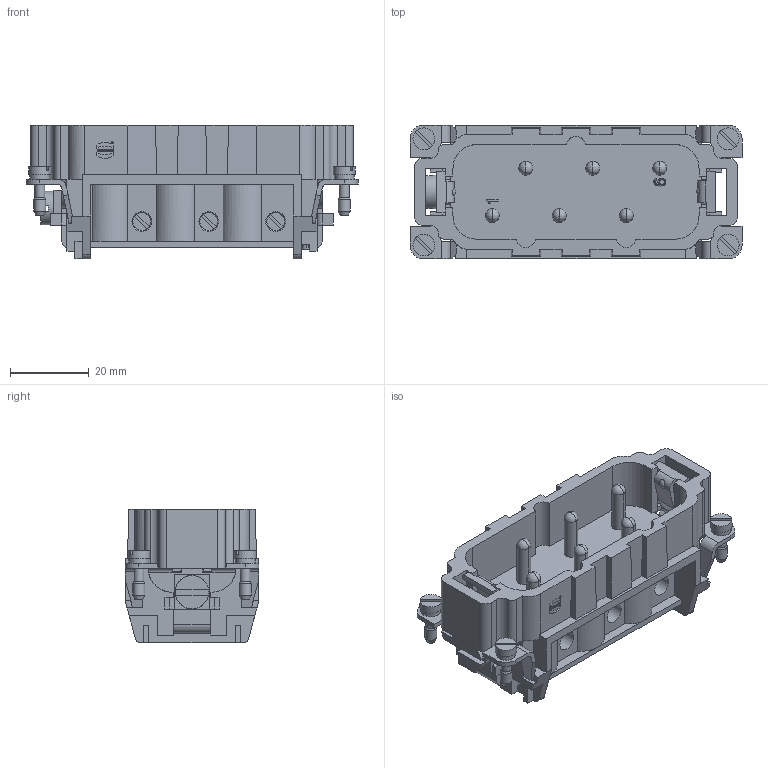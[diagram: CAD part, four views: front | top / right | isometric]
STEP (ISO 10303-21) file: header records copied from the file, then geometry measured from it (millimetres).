
FILE_DESCRIPTION(/* description */ (''),/* implementation_level */ '2;1');
FILE_NAME(/* name */ '100094797ugm000_c.stp',/* time_stamp */ '2019-09-11T11:04:33+02:00',/* author */ (''),/* organization */ (''),/* preprocessor_version */ 'ST-DEVELOPER v16.7',/* originating_system */ 'SIEMENS PLM Software NX 12.0',/* authorisation */ '');
FILE_SCHEMA (('AUTOMOTIVE_DESIGN { 1 0 10303 214 3 1 1 1 }'));
Length unit declared in the file: millimetre
Products named in the file (1): 100094797ugm000_c
Bounding box: 84.3 x 34 x 34 mm (x, y, z)
Volume: 35326.8 mm3; surface area: 21375.4 mm2
Topology: 1 solids, 1 shells, 789 faces, 2590 edges, 2153 vertices
Faces by surface type: plane 522, cylinder 157, extrusion 64, cone 26, sphere 16, bspline 4
Full cylindrical faces by diameter (mm): 0.4 x2, 0.455 x1, 0.538 x1, 2.5 x4, 3 x4, 3.242 x1, 4.5 x6, 4.7 x6, 5 x10, 5.5 x4, 8.5 x1
Entity records: 34323 total; most frequent: CARTESIAN_POINT 6723, ORIENTED_EDGE 4246, DIRECTION 3960, EDGE_CURVE 2123, VECTOR 1668, LINE 1604, VERTEX_POINT 1447, AXIS2_PLACEMENT_3D 1146
